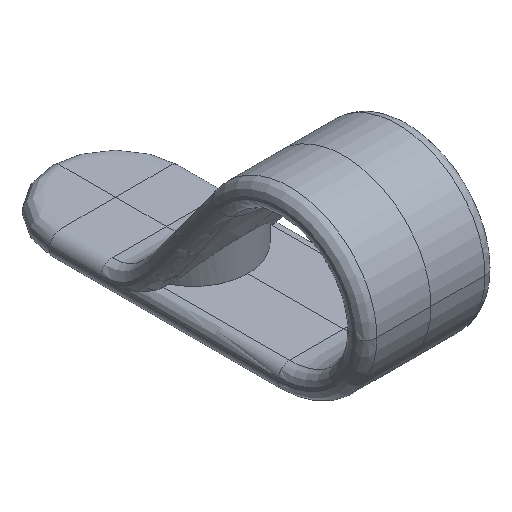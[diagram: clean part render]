
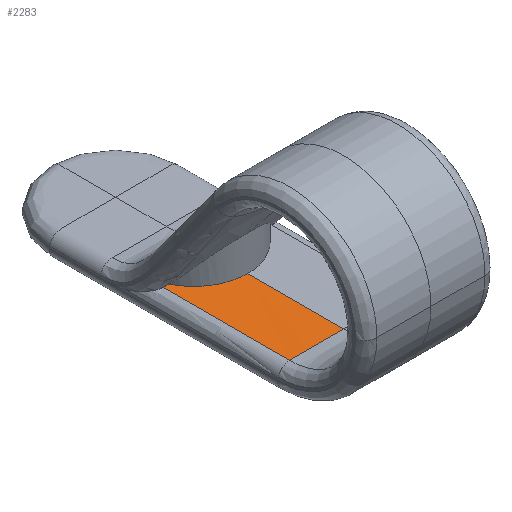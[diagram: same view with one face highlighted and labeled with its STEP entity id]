
A CAD part, isometric view. The second image highlights one B-rep face of the part: STEP entity #2283.
In plain terms, the highlighted cylindrical face has radius 4355.22 mm (diameter 8710.43 mm), a partial arc.
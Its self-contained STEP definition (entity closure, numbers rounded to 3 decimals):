
#107=B_SPLINE_CURVE_WITH_KNOTS('',3,(#9066,#9067,#9068,#9069,#9070,#9071),
 .UNSPECIFIED.,.F.,.F.,(4,2,4),(-0.094,-0.047,
0.),.UNSPECIFIED.);
#109=B_SPLINE_CURVE_WITH_KNOTS('',3,(#9086,#9087,#9088,#9089,#9090,#9091,
#9092,#9093),.UNSPECIFIED.,.F.,.F.,(4,2,2,4),(0.397,0.678,
1.018,1.357),.UNSPECIFIED.);
#216=CIRCLE('',#2428,4355.216);
#249=CYLINDRICAL_SURFACE('',#2447,4355.216);
#377=FACE_OUTER_BOUND('',#521,.T.);
#521=EDGE_LOOP('',(#2068,#2069,#2070,#2071,#2072));
#700=LINE('',#8352,#883);
#707=LINE('',#9085,#890);
#883=VECTOR('',#2895,10.);
#890=VECTOR('',#2906,10.);
#1044=VERTEX_POINT('',#3926);
#1046=VERTEX_POINT('',#3940);
#1098=VERTEX_POINT('',#8343);
#1102=VERTEX_POINT('',#9058);
#1103=VERTEX_POINT('',#9065);
#1323=EDGE_CURVE('',#1046,#1044,#216,.T.);
#1418=EDGE_CURVE('',#1046,#1098,#700,.T.);
#1429=EDGE_CURVE('',#1102,#1103,#107,.T.);
#1431=EDGE_CURVE('',#1044,#1102,#707,.T.);
#1432=EDGE_CURVE('',#1103,#1098,#109,.T.);
#2068=ORIENTED_EDGE('',*,*,#1429,.F.);
#2069=ORIENTED_EDGE('',*,*,#1431,.F.);
#2070=ORIENTED_EDGE('',*,*,#1323,.F.);
#2071=ORIENTED_EDGE('',*,*,#1418,.T.);
#2072=ORIENTED_EDGE('',*,*,#1432,.F.);
#2283=ADVANCED_FACE('',(#377),#249,.T.);
#2428=AXIS2_PLACEMENT_3D('',#4080,#2850,#2851);
#2447=AXIS2_PLACEMENT_3D('',#9084,#2904,#2905);
#2850=DIRECTION('center_axis',(0.,-1.,0.));
#2851=DIRECTION('ref_axis',(-0.002,0.,1.));
#2895=DIRECTION('',(0.,1.,0.));
#2904=DIRECTION('center_axis',(0.,-1.,0.));
#2905=DIRECTION('ref_axis',(0.,0.,1.));
#2906=DIRECTION('',(0.,1.,0.));
#3926=CARTESIAN_POINT('',(531.892,-0.502,94.999));
#3940=CARTESIAN_POINT('',(540.897,-0.502,95.008));
#4080=CARTESIAN_POINT('Origin',(540.897,-0.502,-4260.208));
#8343=CARTESIAN_POINT('',(540.897,15.495,95.008));
#8352=CARTESIAN_POINT('',(540.897,-0.502,95.008));
#9058=CARTESIAN_POINT('',(531.892,20.5,94.999));
#9065=CARTESIAN_POINT('',(532.832,20.494,95.001));
#9066=CARTESIAN_POINT('Ctrl Pts',(531.892,20.5,94.999));
#9067=CARTESIAN_POINT('Ctrl Pts',(532.048,20.499,94.999));
#9068=CARTESIAN_POINT('Ctrl Pts',(532.205,20.497,95.));
#9069=CARTESIAN_POINT('Ctrl Pts',(532.519,20.495,95.));
#9070=CARTESIAN_POINT('Ctrl Pts',(532.675,20.494,95.));
#9071=CARTESIAN_POINT('Ctrl Pts',(532.832,20.494,95.001));
#9084=CARTESIAN_POINT('Origin',(540.897,18.499,-4260.208));
#9085=CARTESIAN_POINT('',(531.892,-0.502,94.999));
#9086=CARTESIAN_POINT('Ctrl Pts',(532.832,20.494,95.001));
#9087=CARTESIAN_POINT('Ctrl Pts',(533.274,19.603,95.002));
#9088=CARTESIAN_POINT('Ctrl Pts',(533.866,18.795,95.003));
#9089=CARTESIAN_POINT('Ctrl Pts',(535.329,17.333,95.005));
#9090=CARTESIAN_POINT('Ctrl Pts',(536.341,16.64,95.006));
#9091=CARTESIAN_POINT('Ctrl Pts',(538.56,15.721,95.008));
#9092=CARTESIAN_POINT('Ctrl Pts',(539.766,15.495,95.008));
#9093=CARTESIAN_POINT('Ctrl Pts',(540.897,15.495,95.008));
